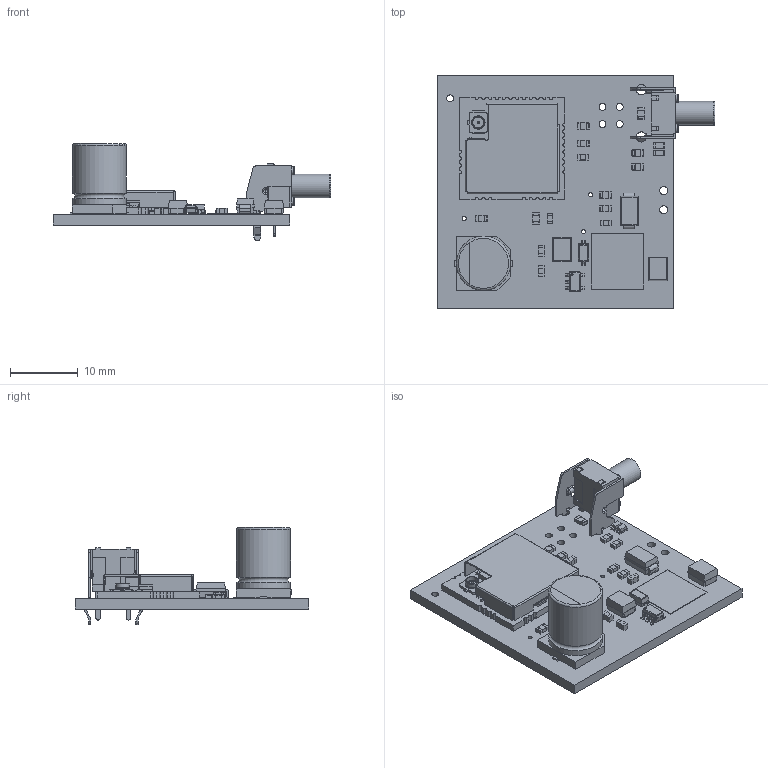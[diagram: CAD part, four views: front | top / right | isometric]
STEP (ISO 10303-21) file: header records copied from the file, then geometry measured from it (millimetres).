
FILE_DESCRIPTION(/* description */ (''),/* implementation_level */ '2;1');
FILE_NAME(/* name */ 'RainMeterRAK v4.step',/* time_stamp */ '2022-08-26T14:58:43+02:00',/* author */ (''),/* organization */ (''),/* preprocessor_version */ 'ST-DEVELOPER v19',/* originating_system */ 'Autodesk Translation Framework v11.7.0.108',/* authorisation */ '');
FILE_SCHEMA (('AUTOMOTIVE_DESIGN { 1 0 10303 214 3 1 1 }'));
Products named in the file (92): RainMeterRAK; Board; Packages; SOD-123_MINI-SMA; 140CLH-0810; SOD3715X145N; SOT23-5; RAK3172; Board (1); Open CASCADE STEP translator 6.8 1.1.1; Open CASCADE STEP translator 6.8 1.1.1.1; R11; U2; 6590464912; Extruded; R4; R3; L2; C10; C9; C8; C7; C6; CON1; UFL-R-SMD; Part_525; Part_739; Part_578; Part_540; Part_562; Part_555; C4; U1; QFN48_7x7; X1; NT2016SA; C43; C42; R9; C1 ...
Assembly tree (151 placements, depth 6):
  RainMeterRAK
    Board
    Packages
      SOD-123_MINI-SMA
      140CLH-0810
      SOD3715X145N
      SOT23-5
      RAK3172
        Board (1)
          Open CASCADE STEP translator 6.8 1.1.1
            Open CASCADE STEP translator 6.8 1.1.1.1
        R11
          0201_SMD_Capacitor
        U2
          6590464912
            Extruded
        R4
          R0201
        R3
          R0201
        L2
          RES_1005-0402
        C10
          0201_SMD_Capacitor
        C9
          0201_SMD_Capacitor
        C8
          0201_SMD_Capacitor
        C7
          0201_SMD_Capacitor
        C6
          0201_SMD_Capacitor
        CON1
          UFL-R-SMD
            Part_525
            Part_739
            Part_578
            Part_540
            Part_562
            Part_555
        C4
          0201_SMD_Capacitor
        U1
          QFN48_7x7
        X1
          NT2016SA
        C43
          0201_SMD_Capacitor
        C42
          0201_SMD_Capacitor
        R9
          0201_SMD_Capacitor
        C1
          0201_SMD_Capacitor
        C2
          0201_SMD_Capacitor
        C3
          0201_SMD_Capacitor
        C11
          0201_SMD_Capacitor
Bounding box: 41.05 x 34.5 x 14.36 mm (x, y, z)
Volume: 3052.6 mm3; surface area: 5285.8 mm2
Topology: 130 solids, 131 shells, 4533 faces, 10861 edges, 6495 vertices
Faces by surface type: plane 2349, cylinder 1300, sphere 515, bspline 354, torus 11, cone 4
Full cylindrical faces by diameter (mm): 0.3 x3, 0.35 x1, 0.61 x4, 1 x2, 1.016 x5, 1.2 x7, 1.5 x2, 1.7 x1, 1.9 x1, 2 x2, 3.5 x1, 8 x2
Entity records: 56598 total; most frequent: CARTESIAN_POINT 16002, ORIENTED_EDGE 7923, DIRECTION 7780, EDGE_CURVE 3962, LINE 3036, VECTOR 3036, VERTEX_POINT 2547, AXIS2_PLACEMENT_3D 2372
